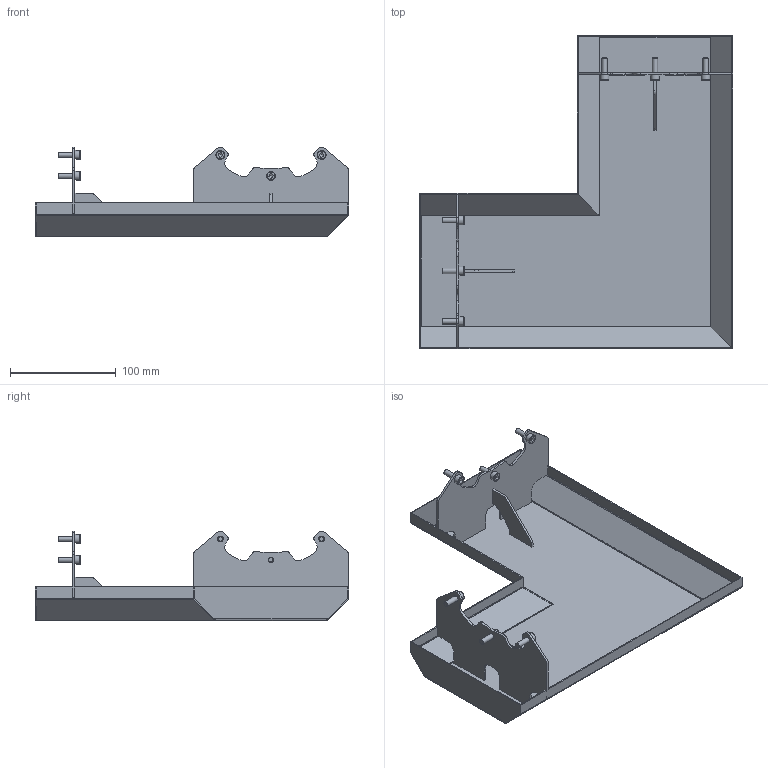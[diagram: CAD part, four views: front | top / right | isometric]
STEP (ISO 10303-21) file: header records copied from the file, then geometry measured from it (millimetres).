
FILE_DESCRIPTION(/* description */ ('Norm.ipt Template'),/* implementation_level */ '2;1');
FILE_NAME(/* name */ 'MT_BGR00108073.stp',/* time_stamp */ '2024-09-17T15:58:25+02:00',/* author */ ('michael.schutter'),/* organization */ (''),/* preprocessor_version */ 'ST-DEVELOPER v19.2',/* originating_system */ 'Autodesk Inventor 2023',/* authorisation */ '');
FILE_SCHEMA (('AUTOMOTIVE_DESIGN { 1 0 10303 214 3 1 1 }'));
Length unit declared in the file: millimetre
Products named in the file (1): MT_WST00117648 Ölwanne
Bounding box: 296.1 x 296.1 x 84.68 mm (x, y, z)
Volume: 131801.6 mm3; surface area: 224507.1 mm2
Topology: 1 solids, 1 shells, 249 faces, 708 edges, 464 vertices
Faces by surface type: plane 129, cylinder 88, torus 12, cone 12, bspline 8
Full cylindrical faces by diameter (mm): 5 x6, 5.5 x6, 8.5 x6
Entity records: 8524 total; most frequent: CARTESIAN_POINT 1726, ORIENTED_EDGE 1404, DIRECTION 1322, EDGE_CURVE 702, VERTEX_POINT 463, AXIS2_PLACEMENT_3D 450, LINE 422, VECTOR 422
